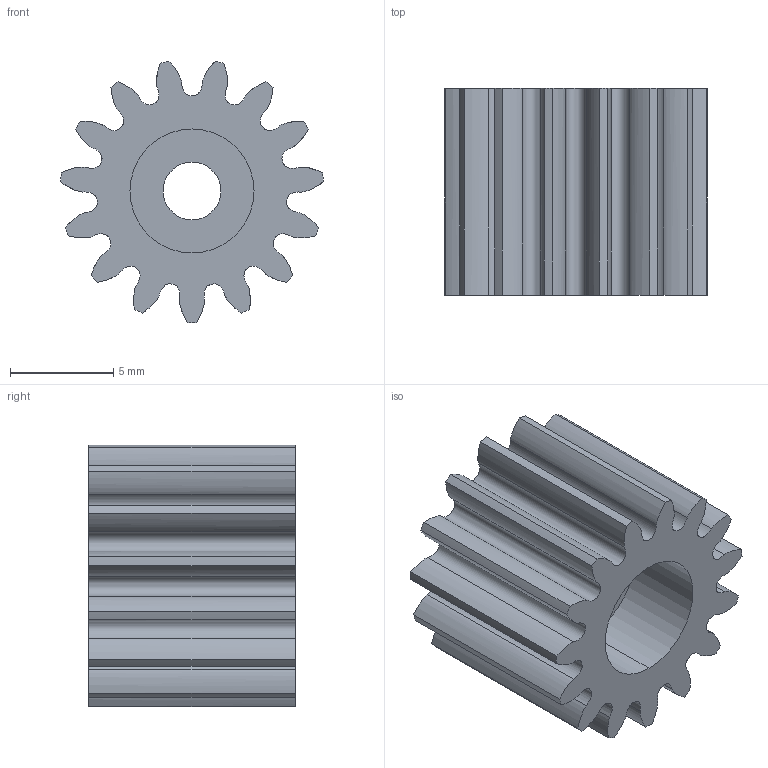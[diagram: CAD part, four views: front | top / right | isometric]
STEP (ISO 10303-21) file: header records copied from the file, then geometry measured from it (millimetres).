
FILE_DESCRIPTION (( 'STEP AP203' ), '1' );
FILE_NAME ('REV-41-1364.STEP', '2017-01-18T17:59:19', ( 'AISD' ), ( 'Austin Independent School District' ), 'SwSTEP 2.0', 'SolidWorks 2016', '' );
FILE_SCHEMA (( 'CONFIG_CONTROL_DESIGN' ));
Length unit declared in the file: millimetre
Products named in the file (1): REV-41-1364
Bounding box: 12.72 x 10 x 12.65 mm (x, y, z)
Volume: 749.2 mm3; surface area: 1075.2 mm2
Topology: 1 solids, 1 shells, 185 faces, 543 edges, 362 vertices
Faces by surface type: cylinder 86, plane 54, bspline 45
Entity records: 9600 total; most frequent: CARTESIAN_POINT 4736, ORIENTED_EDGE 1086, DIRECTION 907, EDGE_CURVE 543, VERTEX_POINT 362, AXIS2_PLACEMENT_3D 313, VECTOR 281, LINE 281
